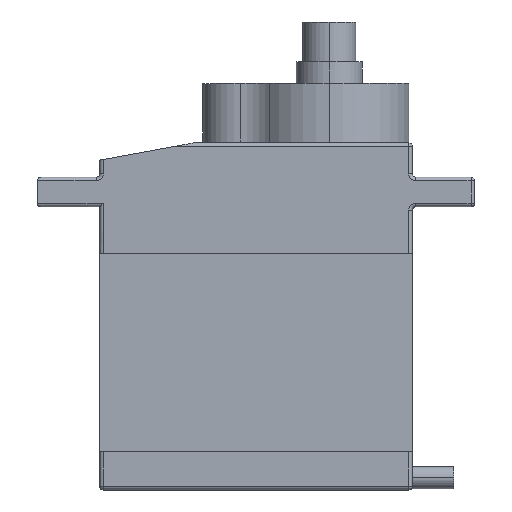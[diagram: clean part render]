
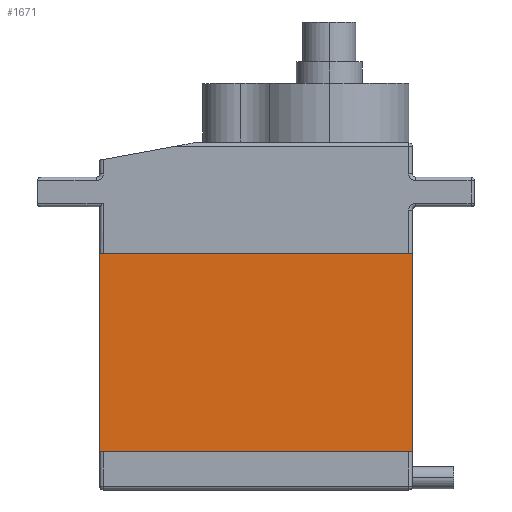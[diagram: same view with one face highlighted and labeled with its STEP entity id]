
A CAD part, top view. The second image highlights one B-rep face of the part: STEP entity #1671.
In plain terms, the highlighted planar face has unit normal (0, 0, 1).
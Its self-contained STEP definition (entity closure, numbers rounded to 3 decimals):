
#101 = VERTEX_POINT ( 'NONE', #687 ) ;
#210 = DIRECTION ( 'NONE',  ( 1., 0., 0. ) ) ;
#386 = EDGE_CURVE ( 'NONE', #101, #1264, #739, .T. ) ;
#435 = VECTOR ( 'NONE', #2634, 1000. ) ;
#461 = CARTESIAN_POINT ( 'NONE',  ( 11.335, 2.755, 5.88 ) ) ;
#506 = DIRECTION ( 'NONE',  ( 0., 0., 1. ) ) ;
#548 = DIRECTION ( 'NONE',  ( 1., 0., 0. ) ) ;
#687 = CARTESIAN_POINT ( 'NONE',  ( 11.335, 2.755, 5.88 ) ) ;
#739 = LINE ( 'NONE', #461, #2110 ) ;
#800 = ORIENTED_EDGE ( 'NONE', *, *, #1508, .T. ) ;
#981 = DIRECTION ( 'NONE',  ( 0., 1., 0. ) ) ;
#1010 = ORIENTED_EDGE ( 'NONE', *, *, #2592, .T. ) ;
#1142 = VECTOR ( 'NONE', #548, 1000. ) ;
#1226 = VERTEX_POINT ( 'NONE', #2805 ) ;
#1264 = VERTEX_POINT ( 'NONE', #1393 ) ;
#1393 = CARTESIAN_POINT ( 'NONE',  ( 11.335, 17.11, 5.88 ) ) ;
#1508 = EDGE_CURVE ( 'NONE', #1226, #2336, #1754, .T. ) ;
#1602 = FACE_OUTER_BOUND ( 'NONE', #3618, .T. ) ;
#1671 = ADVANCED_FACE ( 'NONE', ( #1602 ), #3234, .T. ) ;
#1754 = LINE ( 'NONE', #3481, #2465 ) ;
#2110 = VECTOR ( 'NONE', #981, 1000. ) ;
#2140 = ORIENTED_EDGE ( 'NONE', *, *, #386, .T. ) ;
#2193 = LINE ( 'NONE', #3028, #1142 ) ;
#2220 = CARTESIAN_POINT ( 'NONE',  ( -11.335, 2.755, 5.88 ) ) ;
#2296 = AXIS2_PLACEMENT_3D ( 'NONE', #3513, #506, #210 ) ;
#2336 = VERTEX_POINT ( 'NONE', #2220 ) ;
#2413 = LINE ( 'NONE', #3485, #435 ) ;
#2465 = VECTOR ( 'NONE', #3425, 1000. ) ;
#2524 = ORIENTED_EDGE ( 'NONE', *, *, #3604, .T. ) ;
#2592 = EDGE_CURVE ( 'NONE', #2336, #101, #2193, .T. ) ;
#2634 = DIRECTION ( 'NONE',  ( -1., 0., 0. ) ) ;
#2805 = CARTESIAN_POINT ( 'NONE',  ( -11.335, 17.11, 5.88 ) ) ;
#3028 = CARTESIAN_POINT ( 'NONE',  ( -11.335, 2.755, 5.88 ) ) ;
#3234 = PLANE ( 'NONE',  #2296 ) ;
#3425 = DIRECTION ( 'NONE',  ( 0., -1., 0. ) ) ;
#3481 = CARTESIAN_POINT ( 'NONE',  ( -11.335, 17.11, 5.88 ) ) ;
#3485 = CARTESIAN_POINT ( 'NONE',  ( 11.335, 17.11, 5.88 ) ) ;
#3513 = CARTESIAN_POINT ( 'NONE',  ( 0., 0., 5.88 ) ) ;
#3604 = EDGE_CURVE ( 'NONE', #1264, #1226, #2413, .T. ) ;
#3618 = EDGE_LOOP ( 'NONE', ( #2524, #800, #1010, #2140 ) ) ;
